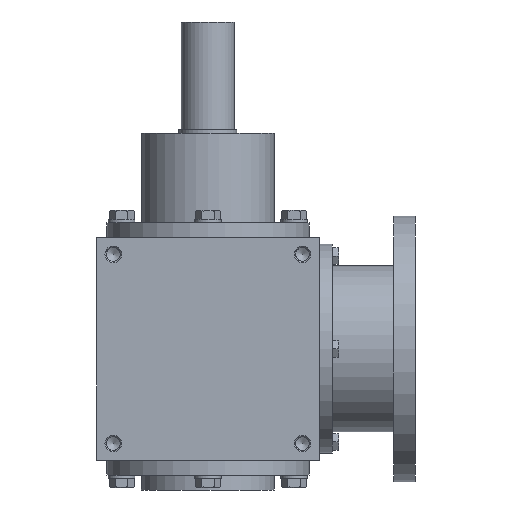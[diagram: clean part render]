
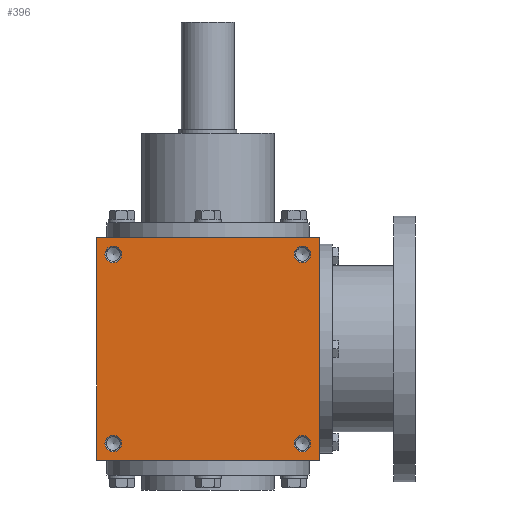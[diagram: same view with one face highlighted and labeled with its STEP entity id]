
A CAD part, front view. The second image highlights one B-rep face of the part: STEP entity #396.
In plain terms, the highlighted planar face has unit normal (0, -1, 0).
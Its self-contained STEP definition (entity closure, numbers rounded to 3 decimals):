
#396 = ADVANCED_FACE( '', ( #843, #844, #845, #846, #847 ), #848, .F. );
#843 = FACE_BOUND( '', #1576, .T. );
#844 = FACE_BOUND( '', #1577, .T. );
#845 = FACE_BOUND( '', #1578, .T. );
#846 = FACE_BOUND( '', #1579, .T. );
#847 = FACE_OUTER_BOUND( '', #1580, .T. );
#848 = PLANE( '', #1581 );
#1576 = EDGE_LOOP( '', ( #2297 ) );
#1577 = EDGE_LOOP( '', ( #2298 ) );
#1578 = EDGE_LOOP( '', ( #2299 ) );
#1579 = EDGE_LOOP( '', ( #2300 ) );
#1580 = EDGE_LOOP( '', ( #2301, #2302, #2303, #2304 ) );
#1581 = AXIS2_PLACEMENT_3D( '', #2305, #2306, #2307 );
#2297 = ORIENTED_EDGE( '', *, *, #3673, .T. );
#2298 = ORIENTED_EDGE( '', *, *, #3674, .T. );
#2299 = ORIENTED_EDGE( '', *, *, #3675, .F. );
#2300 = ORIENTED_EDGE( '', *, *, #3676, .F. );
#2301 = ORIENTED_EDGE( '', *, *, #3677, .T. );
#2302 = ORIENTED_EDGE( '', *, *, #3678, .F. );
#2303 = ORIENTED_EDGE( '', *, *, #3679, .F. );
#2304 = ORIENTED_EDGE( '', *, *, #3680, .T. );
#2305 = CARTESIAN_POINT( '', ( -67., -67., 67. ) );
#2306 = DIRECTION( '', ( 0., 1., 0. ) );
#2307 = DIRECTION( '', ( 0., 0., 1. ) );
#3673 = EDGE_CURVE( '', #4190, #4190, #4191, .T. );
#3674 = EDGE_CURVE( '', #4192, #4192, #4193, .T. );
#3675 = EDGE_CURVE( '', #4194, #4194, #4195, .T. );
#3676 = EDGE_CURVE( '', #4196, #4196, #4197, .T. );
#3677 = EDGE_CURVE( '', #4198, #4199, #4200, .T. );
#3678 = EDGE_CURVE( '', #4201, #4199, #4202, .T. );
#3679 = EDGE_CURVE( '', #4203, #4201, #4204, .T. );
#3680 = EDGE_CURVE( '', #4203, #4198, #4205, .T. );
#4190 = VERTEX_POINT( '', #4923 );
#4191 = CIRCLE( '', #4924, 5. );
#4192 = VERTEX_POINT( '', #4925 );
#4193 = CIRCLE( '', #4926, 5. );
#4194 = VERTEX_POINT( '', #4927 );
#4195 = CIRCLE( '', #4928, 5. );
#4196 = VERTEX_POINT( '', #4929 );
#4197 = CIRCLE( '', #4930, 5. );
#4198 = VERTEX_POINT( '', #4931 );
#4199 = VERTEX_POINT( '', #4932 );
#4200 = LINE( '', #4933, #4934 );
#4201 = VERTEX_POINT( '', #4935 );
#4202 = LINE( '', #4936, #4937 );
#4203 = VERTEX_POINT( '', #4938 );
#4204 = LINE( '', #4939, #4940 );
#4205 = LINE( '', #4941, #4942 );
#4923 = CARTESIAN_POINT( '', ( -57., -67., -52. ) );
#4924 = AXIS2_PLACEMENT_3D( '', #5907, #5908, #5909 );
#4925 = CARTESIAN_POINT( '', ( -57., -67., 62. ) );
#4926 = AXIS2_PLACEMENT_3D( '', #5910, #5911, #5912 );
#4927 = CARTESIAN_POINT( '', ( 57., -67., -62. ) );
#4928 = AXIS2_PLACEMENT_3D( '', #5913, #5914, #5915 );
#4929 = CARTESIAN_POINT( '', ( 57., -67., 52. ) );
#4930 = AXIS2_PLACEMENT_3D( '', #5916, #5917, #5918 );
#4931 = CARTESIAN_POINT( '', ( -67., -67., -67. ) );
#4932 = CARTESIAN_POINT( '', ( 67., -67., -67. ) );
#4933 = CARTESIAN_POINT( '', ( -67., -67., -67. ) );
#4934 = VECTOR( '', #5919, 1000. );
#4935 = CARTESIAN_POINT( '', ( 67., -67., 67. ) );
#4936 = CARTESIAN_POINT( '', ( 67., -67., 67. ) );
#4937 = VECTOR( '', #5920, 1000. );
#4938 = CARTESIAN_POINT( '', ( -67., -67., 67. ) );
#4939 = CARTESIAN_POINT( '', ( -67., -67., 67. ) );
#4940 = VECTOR( '', #5921, 1000. );
#4941 = CARTESIAN_POINT( '', ( -67., -67., 67. ) );
#4942 = VECTOR( '', #5922, 1000. );
#5907 = CARTESIAN_POINT( '', ( -57., -67., -57. ) );
#5908 = DIRECTION( '', ( 0., 1., 0. ) );
#5909 = DIRECTION( '', ( 0., 0., 1. ) );
#5910 = CARTESIAN_POINT( '', ( -57., -67., 57. ) );
#5911 = DIRECTION( '', ( 0., 1., 0. ) );
#5912 = DIRECTION( '', ( 0., 0., 1. ) );
#5913 = CARTESIAN_POINT( '', ( 57., -67., -57. ) );
#5914 = DIRECTION( '', ( 0., -1., 0. ) );
#5915 = DIRECTION( '', ( 0., 0., -1. ) );
#5916 = CARTESIAN_POINT( '', ( 57., -67., 57. ) );
#5917 = DIRECTION( '', ( 0., -1., 0. ) );
#5918 = DIRECTION( '', ( 0., 0., -1. ) );
#5919 = DIRECTION( '', ( 1., 0., 0. ) );
#5920 = DIRECTION( '', ( 0., 0., -1. ) );
#5921 = DIRECTION( '', ( 1., 0., 0. ) );
#5922 = DIRECTION( '', ( 0., 0., -1. ) );
